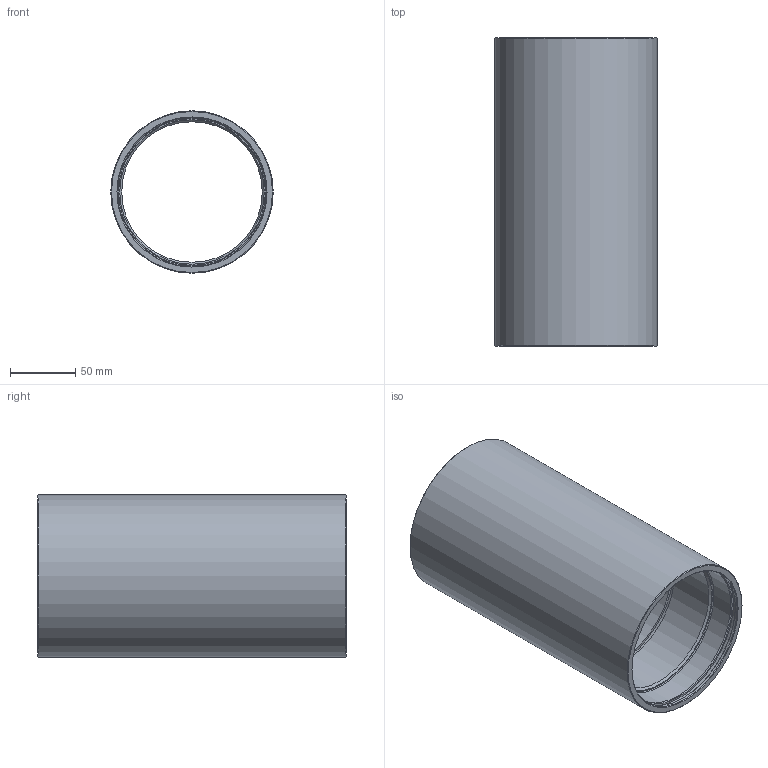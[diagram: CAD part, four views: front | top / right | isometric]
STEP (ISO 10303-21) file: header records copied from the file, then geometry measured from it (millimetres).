
FILE_DESCRIPTION(/* description */ ('RESERVOIR HOUSING, BUOYANCY ENGINE '),/* implementation_level */ '2;1');
FILE_NAME(/* name */ 'BD-ASY-0359-0001_RevD.stp',/* time_stamp */ '2021-02-23T08:26:01-05:00',/* author */ ('Jeremy Paulus'),/* organization */ (''),/* preprocessor_version */ 'ST-DEVELOPER v18.1',/* originating_system */ 'Autodesk Inventor 2021',/* authorisation */ '');
FILE_SCHEMA (('AUTOMOTIVE_DESIGN { 1 0 10303 214 3 1 1 }'));
Length unit declared in the file: inch
Products named in the file (1): BD-ASY-0359-0001
Bounding box: 124.78 x 236.94 x 124.78 mm (x, y, z)
Volume: 660431.1 mm3; surface area: 183283.5 mm2
Topology: 1 solids, 1 shells, 32 faces, 78 edges, 56 vertices
Faces by surface type: cylinder 10, plane 10, cone 10, torus 2
Full cylindrical faces by diameter (mm): 107.95 x2, 112.23 x1, 114.3 x4, 118.58 x2, 124.777 x1
Entity records: 1043 total; most frequent: DIRECTION 202, CARTESIAN_POINT 167, ORIENTED_EDGE 156, AXIS2_PLACEMENT_3D 91, EDGE_CURVE 78, CIRCLE 58, VERTEX_POINT 56, EDGE_LOOP 42
